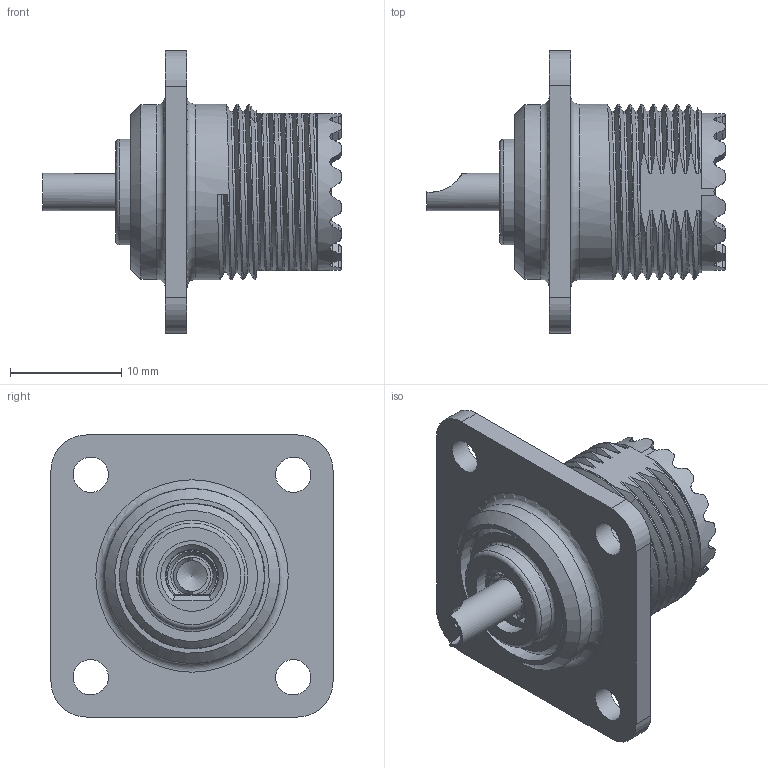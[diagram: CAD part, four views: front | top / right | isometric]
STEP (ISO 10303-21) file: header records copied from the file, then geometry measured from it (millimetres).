
FILE_DESCRIPTION(/* description */ (''),/* implementation_level */ '2;1');
FILE_NAME(/* name */ 'SO239_Amphenol_083-1R.step',/* time_stamp */ '2020-07-04T23:06:31+01:00',/* author */ (''),/* organization */ (''),/* preprocessor_version */ 'ST-DEVELOPER v18.1',/* originating_system */ 'Autodesk Translation Framework v9.3.0.1241',/* authorisation */ '');
FILE_SCHEMA (('AUTOMOTIVE_DESIGN { 1 0 10303 214 3 1 1 }'));
Length unit declared in the file: inch
Products named in the file (2): SO239_Amphenol_083-1R; 83-1R_REV-AG
Assembly tree (1 placements, depth 2):
  SO239_Amphenol_083-1R
    83-1R_REV-AG
Bounding box: 26.87 x 25.4 x 25.4 mm (x, y, z)
Volume: 3739.6 mm3; surface area: 4782 mm2
Topology: 3 solids, 3 shells, 239 faces, 668 edges, 438 vertices
Faces by surface type: plane 92, cylinder 87, bspline 38, cone 15, torus 7
Full cylindrical faces by diameter (mm): 2.769 x1, 3.175 x4, 3.353 x1, 5.69 x1, 5.944 x1, 6.35 x1, 9.525 x1, 11.506 x1, 13.03 x1, 13.106 x1, 15.748 x1, 15.799 x2
Entity records: 16544 total; most frequent: CARTESIAN_POINT 10749, ORIENTED_EDGE 1328, DIRECTION 1019, EDGE_CURVE 664, VERTEX_POINT 437, AXIS2_PLACEMENT_3D 392, EDGE_LOOP 258, FACE_OUTER_BOUND 239
